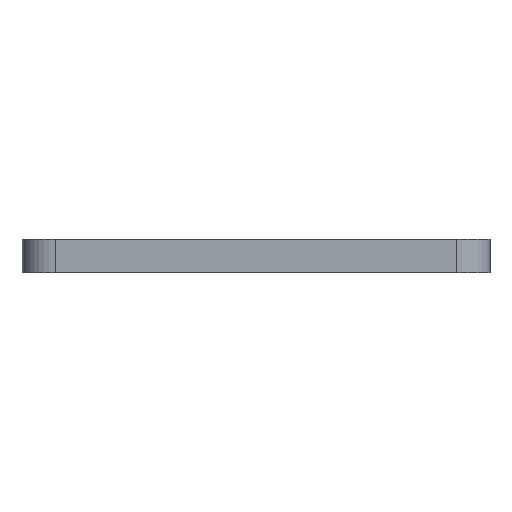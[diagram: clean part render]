
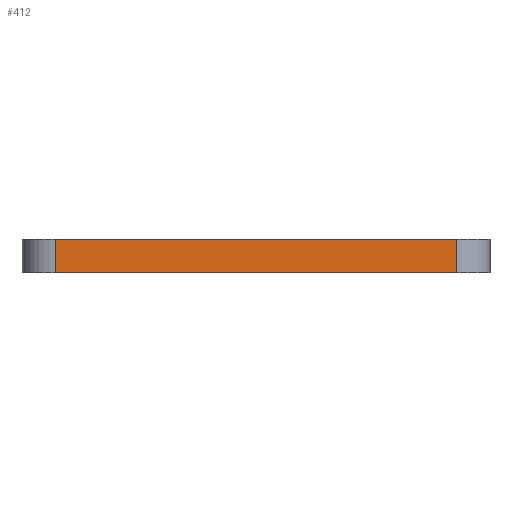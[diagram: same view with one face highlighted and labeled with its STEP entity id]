
A CAD part, front view. The second image highlights one B-rep face of the part: STEP entity #412.
In plain terms, the highlighted planar face has unit normal (0, -1, 0).
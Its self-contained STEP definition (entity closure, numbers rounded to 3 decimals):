
#67 = EDGE_CURVE ( 'NONE', #428, #1055, #1245, .T. ) ;
#83 = CARTESIAN_POINT ( 'NONE',  ( 30., -40., 5. ) ) ;
#126 = LINE ( 'NONE', #647, #472 ) ;
#144 = CARTESIAN_POINT ( 'NONE',  ( -35., -40., 5. ) ) ;
#243 = LINE ( 'NONE', #1017, #1607 ) ;
#266 = CARTESIAN_POINT ( 'NONE',  ( 30., -40., 5. ) ) ;
#294 = VECTOR ( 'NONE', #539, 1000. ) ;
#327 = ORIENTED_EDGE ( 'NONE', *, *, #67, .T. ) ;
#386 = LINE ( 'NONE', #144, #294 ) ;
#411 = ORIENTED_EDGE ( 'NONE', *, *, #919, .T. ) ;
#412 = ADVANCED_FACE ( 'NONE', ( #1067 ), #1184, .F. ) ;
#428 = VERTEX_POINT ( 'NONE', #1328 ) ;
#472 = VECTOR ( 'NONE', #1314, 1000. ) ;
#531 = VECTOR ( 'NONE', #1612, 1000. ) ;
#539 = DIRECTION ( 'NONE',  ( 1., 0., 0. ) ) ;
#590 = ORIENTED_EDGE ( 'NONE', *, *, #1076, .T. ) ;
#637 = ORIENTED_EDGE ( 'NONE', *, *, #1110, .F. ) ;
#647 = CARTESIAN_POINT ( 'NONE',  ( -30., -40., 5. ) ) ;
#726 = VERTEX_POINT ( 'NONE', #1373 ) ;
#752 = AXIS2_PLACEMENT_3D ( 'NONE', #795, #1074, #1321 ) ;
#786 = VERTEX_POINT ( 'NONE', #1111 ) ;
#795 = CARTESIAN_POINT ( 'NONE',  ( -35., -40., 5. ) ) ;
#879 = DIRECTION ( 'NONE',  ( 1., 0., 0. ) ) ;
#919 = EDGE_CURVE ( 'NONE', #786, #428, #243, .T. ) ;
#1017 = CARTESIAN_POINT ( 'NONE',  ( -35., -40., 0. ) ) ;
#1055 = VERTEX_POINT ( 'NONE', #266 ) ;
#1067 = FACE_OUTER_BOUND ( 'NONE', #1586, .T. ) ;
#1074 = DIRECTION ( 'NONE',  ( 0., 1., 0. ) ) ;
#1076 = EDGE_CURVE ( 'NONE', #726, #786, #126, .T. ) ;
#1110 = EDGE_CURVE ( 'NONE', #726, #1055, #386, .T. ) ;
#1111 = CARTESIAN_POINT ( 'NONE',  ( -30., -40., 0. ) ) ;
#1184 = PLANE ( 'NONE',  #752 ) ;
#1245 = LINE ( 'NONE', #83, #531 ) ;
#1314 = DIRECTION ( 'NONE',  ( 0., 0., -1. ) ) ;
#1321 = DIRECTION ( 'NONE',  ( 0., 0., 1. ) ) ;
#1328 = CARTESIAN_POINT ( 'NONE',  ( 30., -40., 0. ) ) ;
#1373 = CARTESIAN_POINT ( 'NONE',  ( -30., -40., 5. ) ) ;
#1586 = EDGE_LOOP ( 'NONE', ( #637, #590, #411, #327 ) ) ;
#1607 = VECTOR ( 'NONE', #879, 1000. ) ;
#1612 = DIRECTION ( 'NONE',  ( 0., 0., 1. ) ) ;
